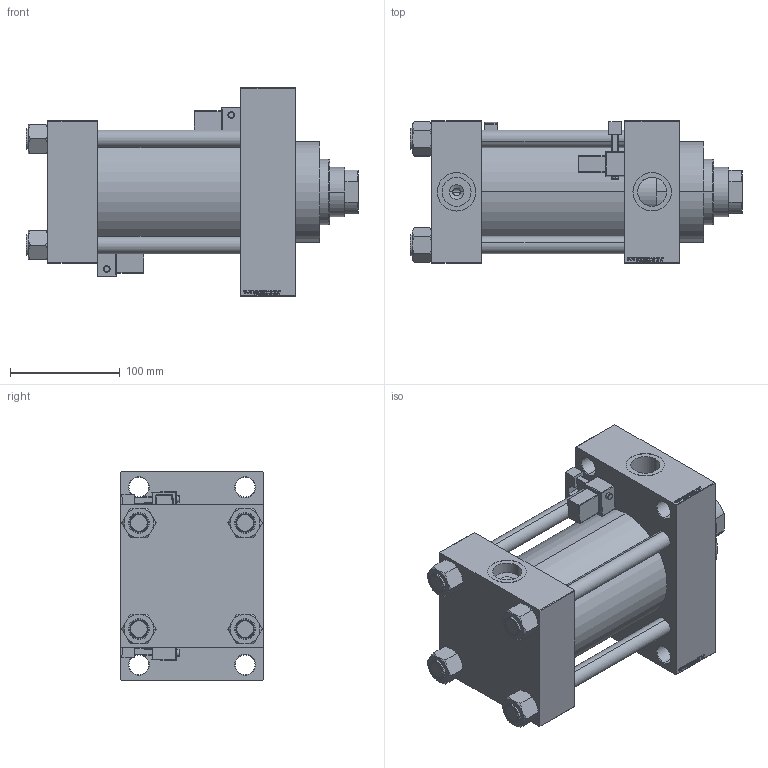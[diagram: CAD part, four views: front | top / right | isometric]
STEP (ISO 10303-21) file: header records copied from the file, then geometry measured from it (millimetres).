
FILE_DESCRIPTION (( 'STEP AP203' ), '1' );
FILE_NAME ('6659.STEP', '2023-11-30T15:21:26', ( '' ), ( '' ), 'SwSTEP 2.0', 'SolidWorks 2019', '' );
FILE_SCHEMA (( 'CONFIG_CONTROL_DESIGN' ));
Length unit declared in the file: millimetre
Products named in the file (7): V215_VC_A b92e4fcf789d81ac56ca4dfa79ebb8d1; 6659; NUT_M5_D b92e4fcf789d81ac56ca4dfa79ebb8d1; V215CR_MSU b92e4fcf789d81ac56ca4dfa79ebb8d1; V215CR_VCP_D b92e4fcf789d81ac56ca4dfa79ebb8d1; V215CR_D_Body b92e4fcf789d81ac56ca4dfa79ebb8d1; V215CR_D_TYCINKA b92e4fcf789d81ac56ca4dfa79ebb8d1
Assembly tree (13 placements, depth 2):
  6659
    V215CR_D_Body b92e4fcf789d81ac56ca4dfa79ebb8d1
    V215CR_VCP_D b92e4fcf789d81ac56ca4dfa79ebb8d1
    NUT_M5_D b92e4fcf789d81ac56ca4dfa79ebb8d1  x4
    V215CR_D_TYCINKA b92e4fcf789d81ac56ca4dfa79ebb8d1  x4
    V215_VC_A b92e4fcf789d81ac56ca4dfa79ebb8d1
    V215CR_MSU b92e4fcf789d81ac56ca4dfa79ebb8d1  x2
Bounding box: 303 x 130 x 190 mm (x, y, z)
Volume: 2833840.4 mm3; surface area: 426704.9 mm2
Topology: 13 solids, 13 shells, 1305 faces, 3261 edges, 2077 vertices
Faces by surface type: plane 603, bspline 368, cylinder 148, cone 142, sphere 24, torus 20
Entity records: 49881 total; most frequent: CARTESIAN_POINT 25534, ORIENTED_EDGE 5404, DIRECTION 3660, EDGE_CURVE 2702, VERTEX_POINT 1759, VECTOR 1626, LINE 1626, EDGE_LOOP 1207
